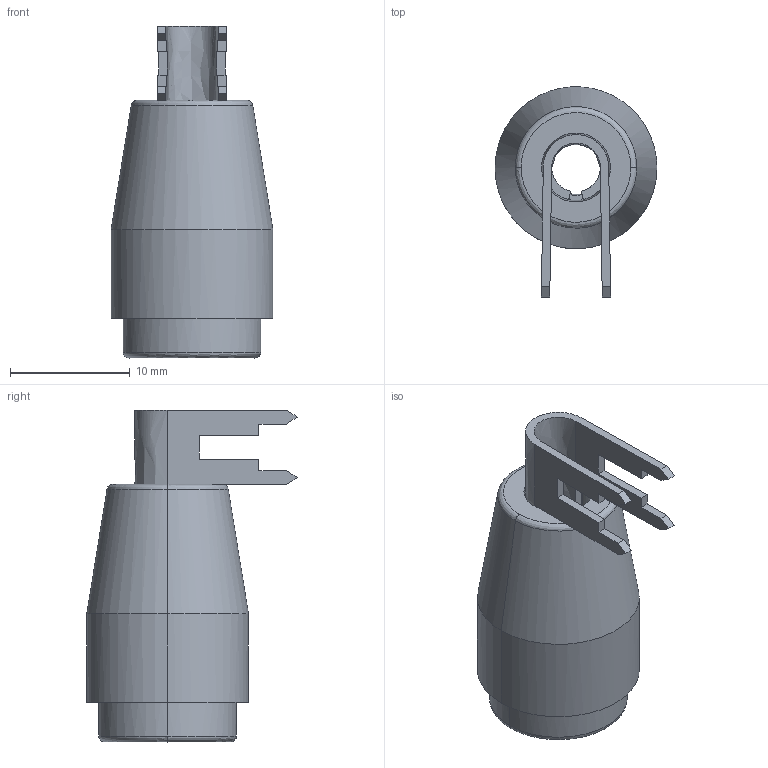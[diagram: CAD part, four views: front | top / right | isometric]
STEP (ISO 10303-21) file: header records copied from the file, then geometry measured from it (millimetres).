
FILE_DESCRIPTION (( 'STEP AP214' ), '1' );
FILE_NAME ('CT3151SP-0.STEP', '2019-10-07T06:51:59', ( '' ), ( '' ), 'SwSTEP 2.0', 'SolidWorks 2018', '' );
FILE_SCHEMA (( 'AUTOMOTIVE_DESIGN' ));
Length unit declared in the file: inch
Products named in the file (1): CT3151SP-0
Bounding box: 13.5 x 17.57 x 27.7 mm (x, y, z)
Volume: 1585.7 mm3; surface area: 3138.2 mm2
Topology: 2 solids, 2 shells, 74 faces, 184 edges, 118 vertices
Faces by surface type: bspline 74
Entity records: 2653 total; most frequent: CARTESIAN_POINT 1500, ORIENTED_EDGE 368, EDGE_CURVE 184, B_SPLINE_CURVE_WITH_KNOTS 145, VERTEX_POINT 118, EDGE_LOOP 80, FACE_OUTER_BOUND 74, ADVANCED_FACE 74
